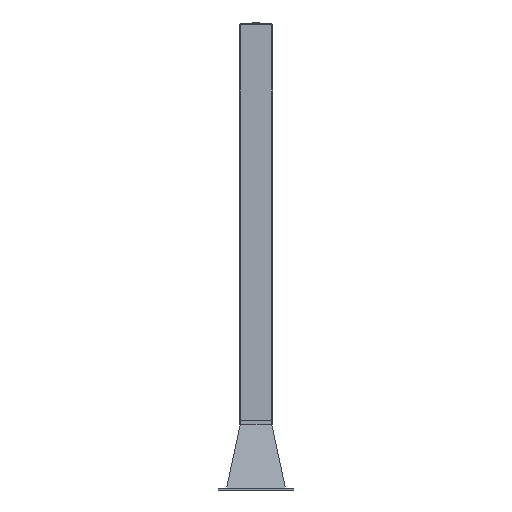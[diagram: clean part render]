
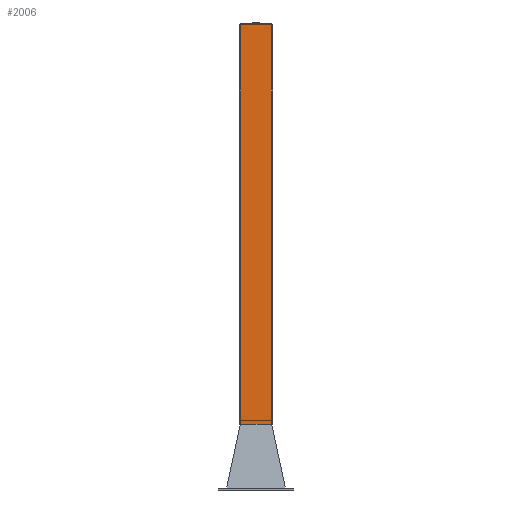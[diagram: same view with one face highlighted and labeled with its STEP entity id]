
A CAD part, left-side view. The second image highlights one B-rep face of the part: STEP entity #2006.
In plain terms, the highlighted planar face has unit normal (-1, 0, 0).
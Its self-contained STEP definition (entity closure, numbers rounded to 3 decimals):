
#2006=ADVANCED_FACE('',(#3581),#3582,.F.);
#3581=FACE_OUTER_BOUND('',#5145,.T.);
#3582=PLANE('',#5146);
#5145=EDGE_LOOP('',(#7480,#7481,#7482,#7483));
#5146=AXIS2_PLACEMENT_3D('',#7484,#7485,#7486);
#7480=ORIENTED_EDGE('',*,*,#9891,.F.);
#7481=ORIENTED_EDGE('',*,*,#9910,.T.);
#7482=ORIENTED_EDGE('',*,*,#9898,.T.);
#7483=ORIENTED_EDGE('',*,*,#9911,.T.);
#7484=CARTESIAN_POINT('',(-125.0,230.556,181.61));
#7485=DIRECTION('',(1.0,0.0,0.0));
#7486=DIRECTION('',(0.0,0.0,-1.0));
#9891=EDGE_CURVE('',#11424,#11426,#11427,.T.);
#9898=EDGE_CURVE('',#11438,#11439,#11440,.T.);
#9910=EDGE_CURVE('',#11424,#11438,#11458,.T.);
#9911=EDGE_CURVE('',#11439,#11426,#11459,.F.);
#11424=VERTEX_POINT('',#14967);
#11426=VERTEX_POINT('',#14969);
#11427=LINE('',#14970,#14971);
#11438=VERTEX_POINT('',#14984);
#11439=VERTEX_POINT('',#14985);
#11440=LINE('',#14986,#14987);
#11458=LINE('',#15010,#15011);
#11459=LINE('',#15012,#15013);
#14967=CARTESIAN_POINT('',(-125.0,218.556,181.61));
#14969=CARTESIAN_POINT('',(-125.0,-7.444,181.61));
#14970=CARTESIAN_POINT('',(-125.0,230.556,181.61));
#14971=VECTOR('',#17382,1.0);
#14984=CARTESIAN_POINT('',(-125.0,218.556,-2818.39));
#14985=CARTESIAN_POINT('',(-125.0,-7.444,-2818.39));
#14986=CARTESIAN_POINT('',(-125.0,230.556,-2818.39));
#14987=VECTOR('',#17394,1.0);
#15010=CARTESIAN_POINT('',(-125.0,218.556,181.61));
#15011=VECTOR('',#17412,1.0);
#15012=CARTESIAN_POINT('',(-125.0,-7.444,181.61));
#15013=VECTOR('',#17413,1.0);
#17382=DIRECTION('',(0.0,-1.0,0.0));
#17394=DIRECTION('',(0.0,-1.0,0.0));
#17412=DIRECTION('',(0.0,0.0,-1.0));
#17413=DIRECTION('',(0.0,0.0,-1.0));
